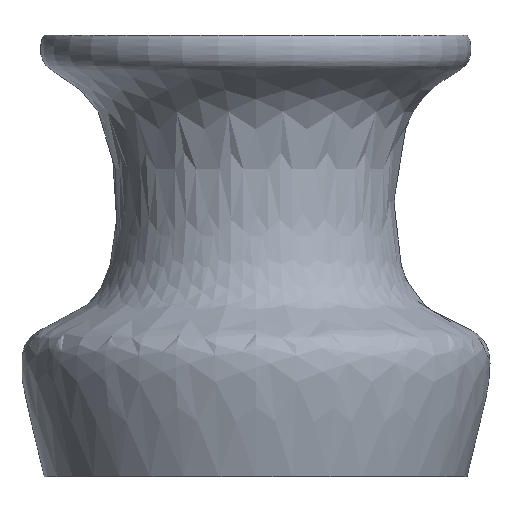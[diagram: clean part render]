
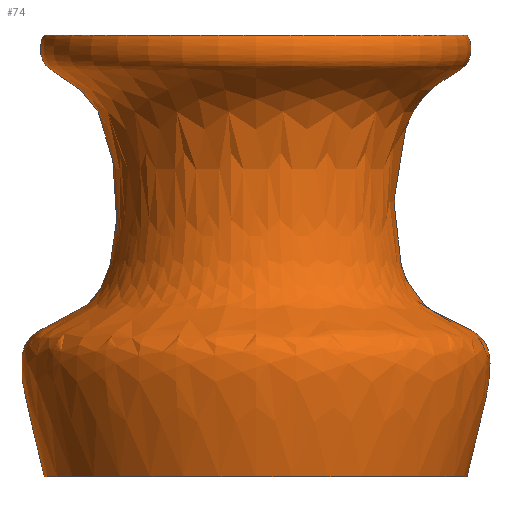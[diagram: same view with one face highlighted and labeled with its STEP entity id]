
A CAD part, front view. The second image highlights one B-rep face of the part: STEP entity #74.
In plain terms, the highlighted face is a revolution surface.
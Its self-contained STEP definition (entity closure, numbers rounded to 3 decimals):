
#21 = EDGE_CURVE('',#22,#22,#24,.T.);
#22 = VERTEX_POINT('',#23);
#23 = CARTESIAN_POINT('',(90.091,0.,0.));
#24 = SURFACE_CURVE('',#25,(#30,#42),.PCURVE_S1.);
#25 = CIRCLE('',#26,90.091);
#26 = AXIS2_PLACEMENT_3D('',#27,#28,#29);
#27 = CARTESIAN_POINT('',(0.,0.,0.));
#28 = DIRECTION('',(0.,0.,-1.));
#29 = DIRECTION('',(1.,0.,0.));
#30 = PCURVE('',#31,#36);
#31 = PLANE('',#32);
#32 = AXIS2_PLACEMENT_3D('',#33,#34,#35);
#33 = CARTESIAN_POINT('',(0.,0.,0.));
#34 = DIRECTION('',(0.,0.,-1.));
#35 = DIRECTION('',(1.,-0.,-0.));
#36 = DEFINITIONAL_REPRESENTATION('',(#37),#41);
#37 = CIRCLE('',#38,90.091);
#38 = AXIS2_PLACEMENT_2D('',#39,#40);
#39 = CARTESIAN_POINT('',(0.,0.));
#40 = DIRECTION('',(1.,-0.));
#41 = ( GEOMETRIC_REPRESENTATION_CONTEXT(2) 
PARAMETRIC_REPRESENTATION_CONTEXT() REPRESENTATION_CONTEXT('2D SPACE',''
  ) );
#42 = PCURVE('',#43,#68);
#43 = SURFACE_OF_REVOLUTION('',#44,#65);
#44 = B_SPLINE_CURVE_WITH_KNOTS('',3,(#45,#46,#47,#48,#49,#50,#51,#52,
    #53,#54,#55,#56,#57,#58,#59,#60,#61,#62,#63,#64),.UNSPECIFIED.,.F.,
  .F.,(4,1,1,1,1,1,1,1,1,1,1,1,1,1,1,1,1,4),(0.,0.059,
    0.118,0.176,0.235,0.294,
    0.353,0.412,0.471,0.529,
    0.588,0.647,0.706,0.765,
    0.824,0.882,0.941,1.),
  .QUASI_UNIFORM_KNOTS.);
#45 = CARTESIAN_POINT('',(90.091,0.,0.));
#46 = CARTESIAN_POINT('',(99.228,0.,
    34.705));
#47 = CARTESIAN_POINT('',(106.85,0.,
    66.548));
#48 = CARTESIAN_POINT('',(58.209,0.,
    65.722));
#49 = CARTESIAN_POINT('',(57.373,0.,
    150.56));
#50 = CARTESIAN_POINT('',(80.834,0.,
    170.869));
#51 = CARTESIAN_POINT('',(90.754,0.,
    174.182));
#52 = CARTESIAN_POINT('',(92.392,0.,
    183.968));
#53 = CARTESIAN_POINT('',(89.846,0.,
    190.087));
#54 = CARTESIAN_POINT('',(87.092,0.,
    184.974));
#55 = CARTESIAN_POINT('',(87.877,0.,
    179.855));
#56 = CARTESIAN_POINT('',(84.84,0.,
    175.191));
#57 = CARTESIAN_POINT('',(67.151,0.,
    166.834));
#58 = CARTESIAN_POINT('',(54.346,0.,
    134.043));
#59 = CARTESIAN_POINT('',(56.091,0.,
    110.715));
#60 = CARTESIAN_POINT('',(56.525,0.,
    83.836));
#61 = CARTESIAN_POINT('',(77.214,0.,
    61.719));
#62 = CARTESIAN_POINT('',(104.421,0.,
    58.107));
#63 = CARTESIAN_POINT('',(89.799,0.,
    6.914));
#64 = CARTESIAN_POINT('',(85.,0.,5.));
#65 = AXIS1_PLACEMENT('',#66,#67);
#66 = CARTESIAN_POINT('',(0.,0.,0.));
#67 = DIRECTION('',(0.,0.,-1.));
#68 = DEFINITIONAL_REPRESENTATION('',(#69),#73);
#69 = LINE('',#70,#71);
#70 = CARTESIAN_POINT('',(0.,0.));
#71 = VECTOR('',#72,1.);
#72 = DIRECTION('',(1.,0.));
#73 = ( GEOMETRIC_REPRESENTATION_CONTEXT(2) 
PARAMETRIC_REPRESENTATION_CONTEXT() REPRESENTATION_CONTEXT('2D SPACE',''
  ) );
#74 = ADVANCED_FACE('',(#75),#43,.F.);
#75 = FACE_BOUND('',#76,.F.);
#76 = EDGE_LOOP('',(#77,#78,#118,#145));
#77 = ORIENTED_EDGE('',*,*,#21,.T.);
#78 = ORIENTED_EDGE('',*,*,#79,.T.);
#79 = EDGE_CURVE('',#22,#80,#82,.T.);
#80 = VERTEX_POINT('',#81);
#81 = CARTESIAN_POINT('',(85.,0.,5.));
#82 = SEAM_CURVE('',#83,(#104,#111),.PCURVE_S1.);
#83 = B_SPLINE_CURVE_WITH_KNOTS('',3,(#84,#85,#86,#87,#88,#89,#90,#91,
    #92,#93,#94,#95,#96,#97,#98,#99,#100,#101,#102,#103),.UNSPECIFIED.,
  .F.,.F.,(4,1,1,1,1,1,1,1,1,1,1,1,1,1,1,1,1,4),(0.,0.059,
    0.118,0.176,0.235,0.294,
    0.353,0.412,0.471,0.529,
    0.588,0.647,0.706,0.765,
    0.824,0.882,0.941,1.),
  .QUASI_UNIFORM_KNOTS.);
#84 = CARTESIAN_POINT('',(90.091,0.,0.));
#85 = CARTESIAN_POINT('',(99.228,0.,
    34.705));
#86 = CARTESIAN_POINT('',(106.85,0.,
    66.548));
#87 = CARTESIAN_POINT('',(58.209,0.,
    65.722));
#88 = CARTESIAN_POINT('',(57.373,0.,
    150.56));
#89 = CARTESIAN_POINT('',(80.834,0.,
    170.869));
#90 = CARTESIAN_POINT('',(90.754,0.,
    174.182));
#91 = CARTESIAN_POINT('',(92.392,0.,
    183.968));
#92 = CARTESIAN_POINT('',(89.846,0.,
    190.087));
#93 = CARTESIAN_POINT('',(87.092,0.,
    184.974));
#94 = CARTESIAN_POINT('',(87.877,0.,
    179.855));
#95 = CARTESIAN_POINT('',(84.84,0.,
    175.191));
#96 = CARTESIAN_POINT('',(67.151,0.,
    166.834));
#97 = CARTESIAN_POINT('',(54.346,0.,
    134.043));
#98 = CARTESIAN_POINT('',(56.091,0.,
    110.715));
#99 = CARTESIAN_POINT('',(56.525,0.,
    83.836));
#100 = CARTESIAN_POINT('',(77.214,0.,
    61.719));
#101 = CARTESIAN_POINT('',(104.421,0.,
    58.107));
#102 = CARTESIAN_POINT('',(89.799,0.,
    6.914));
#103 = CARTESIAN_POINT('',(85.,0.,5.));
#104 = PCURVE('',#43,#105);
#105 = DEFINITIONAL_REPRESENTATION('',(#106),#110);
#106 = LINE('',#107,#108);
#107 = CARTESIAN_POINT('',(0.,0.));
#108 = VECTOR('',#109,1.);
#109 = DIRECTION('',(0.,1.));
#110 = ( GEOMETRIC_REPRESENTATION_CONTEXT(2) 
PARAMETRIC_REPRESENTATION_CONTEXT() REPRESENTATION_CONTEXT('2D SPACE',''
  ) );
#111 = PCURVE('',#43,#112);
#112 = DEFINITIONAL_REPRESENTATION('',(#113),#117);
#113 = LINE('',#114,#115);
#114 = CARTESIAN_POINT('',(6.283,0.));
#115 = VECTOR('',#116,1.);
#116 = DIRECTION('',(0.,1.));
#117 = ( GEOMETRIC_REPRESENTATION_CONTEXT(2) 
PARAMETRIC_REPRESENTATION_CONTEXT() REPRESENTATION_CONTEXT('2D SPACE',''
  ) );
#118 = ORIENTED_EDGE('',*,*,#119,.F.);
#119 = EDGE_CURVE('',#80,#80,#120,.T.);
#120 = SURFACE_CURVE('',#121,(#126,#133),.PCURVE_S1.);
#121 = CIRCLE('',#122,85.);
#122 = AXIS2_PLACEMENT_3D('',#123,#124,#125);
#123 = CARTESIAN_POINT('',(0.,0.,5.));
#124 = DIRECTION('',(0.,0.,-1.));
#125 = DIRECTION('',(1.,0.,0.));
#126 = PCURVE('',#43,#127);
#127 = DEFINITIONAL_REPRESENTATION('',(#128),#132);
#128 = LINE('',#129,#130);
#129 = CARTESIAN_POINT('',(0.,1.));
#130 = VECTOR('',#131,1.);
#131 = DIRECTION('',(1.,0.));
#132 = ( GEOMETRIC_REPRESENTATION_CONTEXT(2) 
PARAMETRIC_REPRESENTATION_CONTEXT() REPRESENTATION_CONTEXT('2D SPACE',''
  ) );
#133 = PCURVE('',#134,#139);
#134 = PLANE('',#135);
#135 = AXIS2_PLACEMENT_3D('',#136,#137,#138);
#136 = CARTESIAN_POINT('',(0.,0.,5.));
#137 = DIRECTION('',(0.,0.,-1.));
#138 = DIRECTION('',(1.,-0.,-0.));
#139 = DEFINITIONAL_REPRESENTATION('',(#140),#144);
#140 = CIRCLE('',#141,85.);
#141 = AXIS2_PLACEMENT_2D('',#142,#143);
#142 = CARTESIAN_POINT('',(0.,0.));
#143 = DIRECTION('',(1.,-0.));
#144 = ( GEOMETRIC_REPRESENTATION_CONTEXT(2) 
PARAMETRIC_REPRESENTATION_CONTEXT() REPRESENTATION_CONTEXT('2D SPACE',''
  ) );
#145 = ORIENTED_EDGE('',*,*,#79,.F.);
